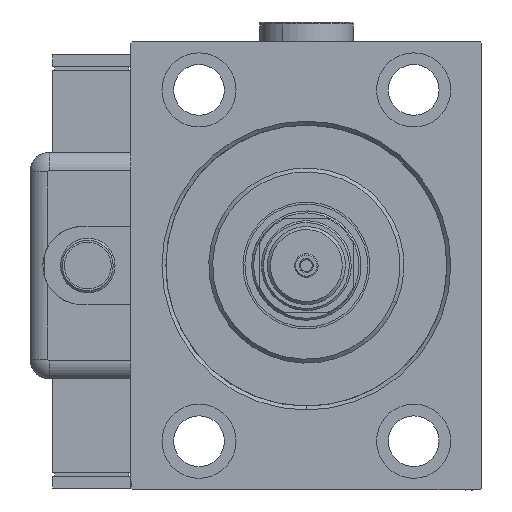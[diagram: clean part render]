
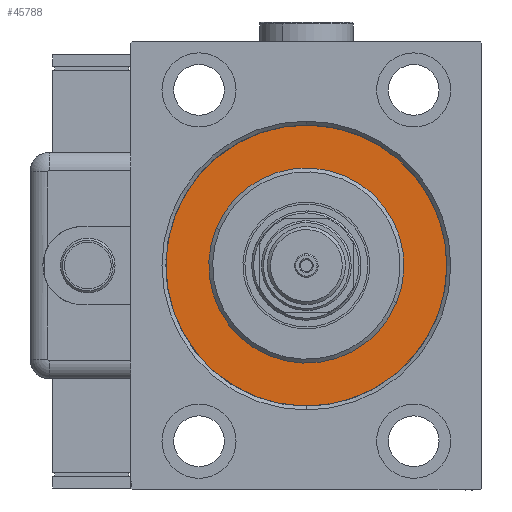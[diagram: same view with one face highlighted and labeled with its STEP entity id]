
A CAD part, left-side view. The second image highlights one B-rep face of the part: STEP entity #45788.
In plain terms, the highlighted face is planar.
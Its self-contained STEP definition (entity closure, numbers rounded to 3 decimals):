
#216 = CARTESIAN_POINT ( 'NONE',  ( 0., 0., 0. ) ) ;
#1359 = CARTESIAN_POINT ( 'NONE',  ( 0., 0., 36. ) ) ;
#1664 = EDGE_CURVE ( 'NONE', #60852, #44748, #34799, .T. ) ;
#2520 = DIRECTION ( 'NONE',  ( 1., 0., 0. ) ) ;
#3688 = CIRCLE ( 'NONE', #43930, 25. ) ;
#4572 = AXIS2_PLACEMENT_3D ( 'NONE', #15100, #19502, #30226 ) ;
#5010 = ORIENTED_EDGE ( 'NONE', *, *, #8477, .F. ) ;
#5447 = EDGE_CURVE ( 'NONE', #44748, #60852, #44792, .T. ) ;
#8477 = EDGE_CURVE ( 'NONE', #29871, #26464, #3688, .T. ) ;
#11180 = CARTESIAN_POINT ( 'NONE',  ( 0., 0., -25. ) ) ;
#12021 = CARTESIAN_POINT ( 'NONE',  ( 0., 0., 0. ) ) ;
#12641 = DIRECTION ( 'NONE',  ( -1., 0., 0. ) ) ;
#15100 = CARTESIAN_POINT ( 'NONE',  ( 0., 0., 0. ) ) ;
#16726 = CARTESIAN_POINT ( 'NONE',  ( 0., 0., 0. ) ) ;
#16734 = AXIS2_PLACEMENT_3D ( 'NONE', #46341, #60565, #60867 ) ;
#16961 = ORIENTED_EDGE ( 'NONE', *, *, #1664, .F. ) ;
#19502 = DIRECTION ( 'NONE',  ( -1., 0., 0. ) ) ;
#22388 = DIRECTION ( 'NONE',  ( 0., 0., -1. ) ) ;
#23744 = CIRCLE ( 'NONE', #16734, 25. ) ;
#26464 = VERTEX_POINT ( 'NONE', #43405 ) ;
#27035 = EDGE_LOOP ( 'NONE', ( #16961, #31899 ) ) ;
#29871 = VERTEX_POINT ( 'NONE', #11180 ) ;
#30226 = DIRECTION ( 'NONE',  ( 0., 0., 1. ) ) ;
#31899 = ORIENTED_EDGE ( 'NONE', *, *, #5447, .F. ) ;
#34799 = CIRCLE ( 'NONE', #47848, 36. ) ;
#35460 = AXIS2_PLACEMENT_3D ( 'NONE', #12021, #12641, #55531 ) ;
#38367 = DIRECTION ( 'NONE',  ( -1., 0., 0. ) ) ;
#43125 = EDGE_LOOP ( 'NONE', ( #48780, #5010 ) ) ;
#43405 = CARTESIAN_POINT ( 'NONE',  ( 0., 0., 25. ) ) ;
#43930 = AXIS2_PLACEMENT_3D ( 'NONE', #16726, #2520, #22388 ) ;
#44748 = VERTEX_POINT ( 'NONE', #1359 ) ;
#44792 = CIRCLE ( 'NONE', #4572, 36. ) ;
#44798 = FACE_BOUND ( 'NONE', #43125, .T. ) ;
#45107 = FACE_OUTER_BOUND ( 'NONE', #27035, .T. ) ;
#45788 = ADVANCED_FACE ( 'NONE', ( #44798, #45107 ), #55222, .F. ) ;
#46341 = CARTESIAN_POINT ( 'NONE',  ( 0., 0., 0. ) ) ;
#47848 = AXIS2_PLACEMENT_3D ( 'NONE', #216, #38367, #48117 ) ;
#48117 = DIRECTION ( 'NONE',  ( 0., 0., 1. ) ) ;
#48780 = ORIENTED_EDGE ( 'NONE', *, *, #53913, .F. ) ;
#53913 = EDGE_CURVE ( 'NONE', #26464, #29871, #23744, .T. ) ;
#55222 = PLANE ( 'NONE',  #35460 ) ;
#55531 = DIRECTION ( 'NONE',  ( 0., 0., 1. ) ) ;
#56164 = CARTESIAN_POINT ( 'NONE',  ( 0., 0., -36. ) ) ;
#60565 = DIRECTION ( 'NONE',  ( 1., 0., 0. ) ) ;
#60852 = VERTEX_POINT ( 'NONE', #56164 ) ;
#60867 = DIRECTION ( 'NONE',  ( 0., 0., -1. ) ) ;
